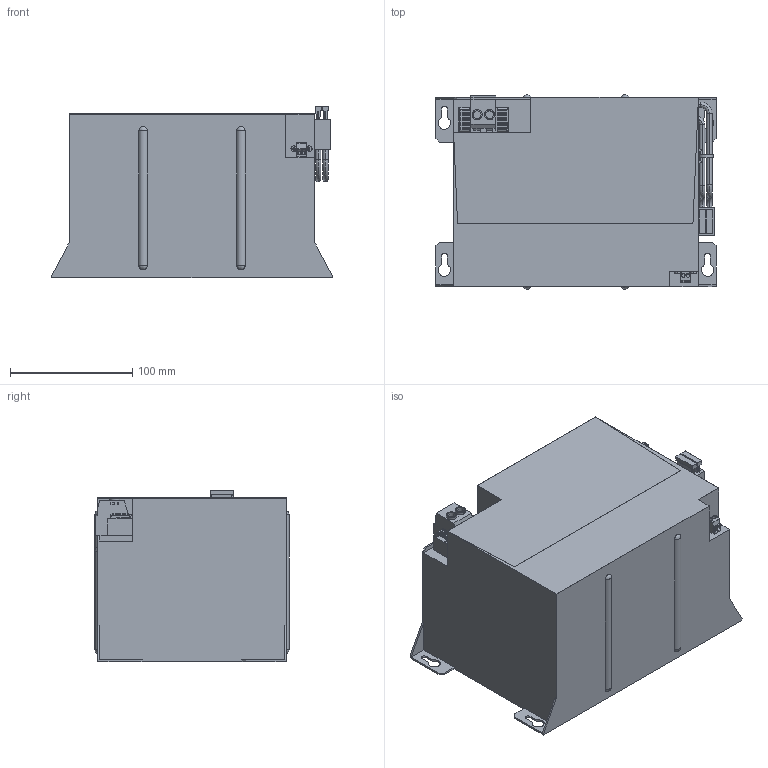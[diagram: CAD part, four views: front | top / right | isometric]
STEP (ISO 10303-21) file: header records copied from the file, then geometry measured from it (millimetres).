
FILE_DESCRIPTION(('CATIA V5 STEP Exchange','CAx-IF Rec.Pracs.--- Model Styling and Organization---1.4--- 2014-01-23'),'2;1');
FILE_NAME ('D1348368_1_1251090000_S3D_CP_A_BATTERY_24V_DC_12AH.stp','2018-11-13T13:53:36+00:00',('none'),('Weidmueller'),'CATIA Version 5-6 Release 2016 SP3 HF44','CATIA V5 STEP AP214','none');
FILE_SCHEMA(('AUTOMOTIVE_DESIGN { 1 0 10303 214 1 1 1 1 }'));
Length unit declared in the file: millimetre
Products named in the file (1): 1251090000
Bounding box: 229 x 158.5 x 140 mm (x, y, z)
Volume: 4017004.7 mm3; surface area: 263751.5 mm2
Topology: 20 solids, 28 shells, 1076 faces, 2995 edges, 2007 vertices
Faces by surface type: plane 795, cylinder 195, extrusion 42, torus 32, sphere 8, cone 4
Entity records: 34583 total; most frequent: CARTESIAN_POINT 7305, ORIENTED_EDGE 5974, DIRECTION 4373, EDGE_CURVE 2987, VECTOR 2356, LINE 2314, VERTEX_POINT 2007, AXIS2_PLACEMENT_3D 1214
